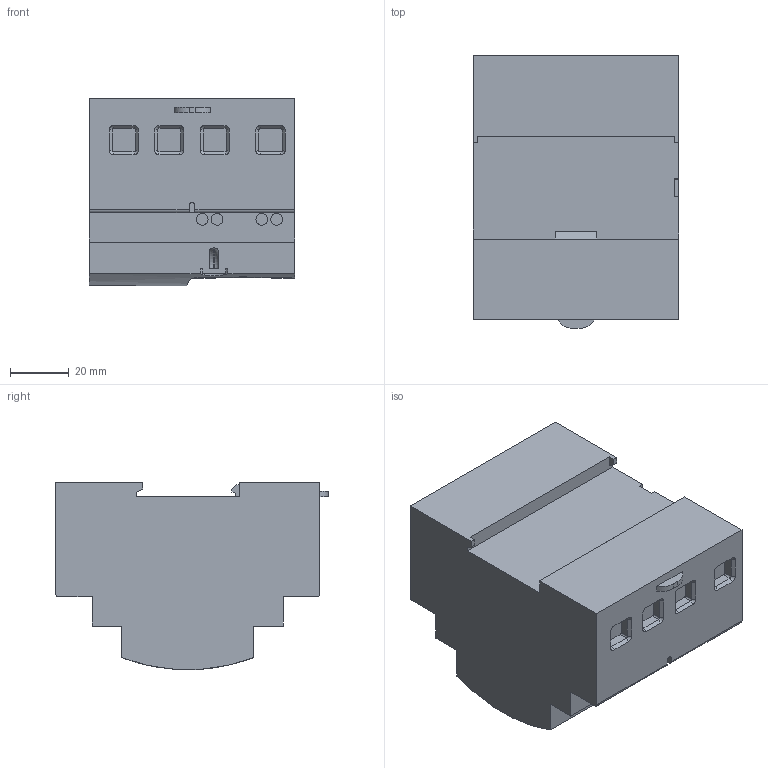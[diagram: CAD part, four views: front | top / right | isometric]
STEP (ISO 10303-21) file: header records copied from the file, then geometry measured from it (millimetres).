
FILE_DESCRIPTION((''),'2;1');
FILE_NAME('CEM21','2018-11-20T',('esors'),(''),'CREO PARAMETRIC BY PTC INC, 2015290','CREO PARAMETRIC BY PTC INC, 2015290','');
FILE_SCHEMA(('AUTOMOTIVE_DESIGN { 1 0 10303 214 1 1 1 1 }'));
Length unit declared in the file: millimetre
Products named in the file (1): CEM21
Bounding box: 70 x 92.93 x 63.89 mm (x, y, z)
Volume: 314080.5 mm3; surface area: 34135.5 mm2
Topology: 1 solids, 1 shells, 591 faces, 1586 edges, 1036 vertices
Faces by surface type: plane 491, cylinder 54, cone 32, extrusion 10, bspline 2, torus 2
Entity records: 20136 total; most frequent: CARTESIAN_POINT 3521, ORIENTED_EDGE 3172, DIRECTION 2894, EDGE_CURVE 1586, COLOUR_RGB 1575, VECTOR 1412, LINE 1402, VERTEX_POINT 1036
